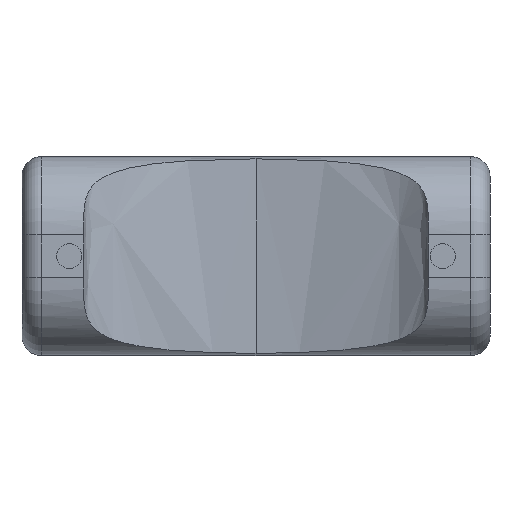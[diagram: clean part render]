
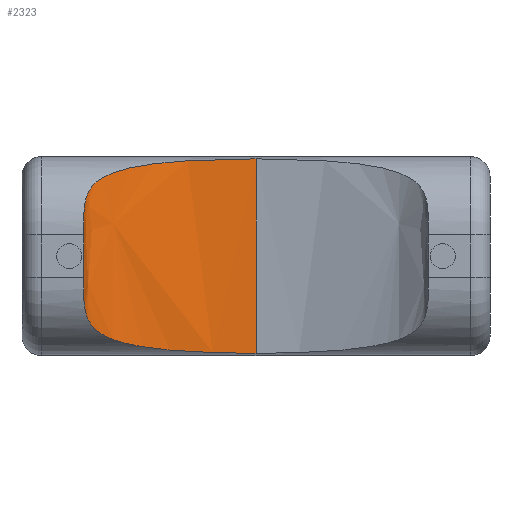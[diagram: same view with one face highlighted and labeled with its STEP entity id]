
A CAD part, front view. The second image highlights one B-rep face of the part: STEP entity #2323.
In plain terms, the highlighted free-form (B-spline) face has degree [3, 1] with [4, 2] control points.
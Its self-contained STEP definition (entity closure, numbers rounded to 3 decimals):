
#2 = CARTESIAN_POINT ( 'NONE',  ( 4.025, 1.323, 4.963 ) ) ;
#13 = CARTESIAN_POINT ( 'NONE',  ( 2.86, 1.009, 0.261 ) ) ;
#42 = CARTESIAN_POINT ( 'NONE',  ( 1.607, 0.179, 1.164 ) ) ;
#63 = CARTESIAN_POINT ( 'NONE',  ( 2.625, 0.924, 4.77 ) ) ;
#80 = CARTESIAN_POINT ( 'NONE',  ( 1.576, 0.056, 1.512 ) ) ;
#162 = DIRECTION ( 'NONE',  ( 0., 0., 1. ) ) ;
#290 = FACE_OUTER_BOUND ( 'NONE', #1161, .T. ) ;
#372 = ORIENTED_EDGE ( 'NONE', *, *, #3025, .T. ) ;
#377 = CARTESIAN_POINT ( 'NONE',  ( 3.551, 1.222, 0.151 ) ) ;
#400 = CARTESIAN_POINT ( 'NONE',  ( 1.715, 0.355, 0.856 ) ) ;
#453 = CARTESIAN_POINT ( 'NONE',  ( 2.014, 0.611, 0.559 ) ) ;
#519 = CARTESIAN_POINT ( 'NONE',  ( 1.573, 0., 2. ) ) ;
#527 = VECTOR ( 'NONE', #162, 1000. ) ;
#560 = B_SPLINE_CURVE_WITH_KNOTS ( 'NONE', 3,
 ( #1768, #3706, #1726, #80, #1430, #42, #717, #400, #776, #4005, #453, #4031, #3371, #1406, #13, #377, #3981, #3964, #1368, #1741 ),
 .UNSPECIFIED., .F., .F.,
 ( 4, 2, 2, 2, 2, 2, 2, 2, 2, 4 ),
 ( 0., 0., 0.001, 0.001, 0.001, 0.002, 0.002, 0.003, 0.004, 0.006 ),
 .UNSPECIFIED. ) ;
#576 = CARTESIAN_POINT ( 'NONE',  ( 1.573, 0., 0.029 ) ) ;
#680 = VECTOR ( 'NONE', #4036, 1000. ) ;
#681 = CARTESIAN_POINT ( 'NONE',  ( 1.572, 0.011, 3.326 ) ) ;
#697 = CARTESIAN_POINT ( 'NONE',  ( 5.97, 1.52, 5.022 ) ) ;
#717 = CARTESIAN_POINT ( 'NONE',  ( 1.631, 0.234, 1.054 ) ) ;
#776 = CARTESIAN_POINT ( 'NONE',  ( 1.775, 0.421, 0.769 ) ) ;
#811 = CARTESIAN_POINT ( 'NONE',  ( 1.573, 0., 0. ) ) ;
#851 = CARTESIAN_POINT ( 'NONE',  ( 5.97, 1.52, 0.058 ) ) ;
#941 = CARTESIAN_POINT ( 'NONE',  ( 4.106, 1.499, 5.051 ) ) ;
#969 = CARTESIAN_POINT ( 'NONE',  ( 1.58, 0.09, 3.686 ) ) ;
#977 = CARTESIAN_POINT ( 'NONE',  ( 1.573, 0., 5.051 ) ) ;
#1056 = CARTESIAN_POINT ( 'NONE',  ( 1.631, 0.233, 4.024 ) ) ;
#1133 = LINE ( 'NONE', #3084, #680 ) ;
#1155 = VERTEX_POINT ( 'NONE', #1229 ) ;
#1161 = EDGE_LOOP ( 'NONE', ( #3065, #1884, #372, #2511 ) ) ;
#1229 = CARTESIAN_POINT ( 'NONE',  ( 1.573, 0., 3.08 ) ) ;
#1317 = CARTESIAN_POINT ( 'NONE',  ( 2.011, 0.609, 4.519 ) ) ;
#1320 = CARTESIAN_POINT ( 'NONE',  ( 1.573, 0.859, 5.051 ) ) ;
#1349 = CARTESIAN_POINT ( 'NONE',  ( 3.546, 1.221, 4.929 ) ) ;
#1368 = CARTESIAN_POINT ( 'NONE',  ( 5.48, 1.514, 0.06 ) ) ;
#1392 = CARTESIAN_POINT ( 'NONE',  ( 2.305, 0.776, 4.663 ) ) ;
#1406 = CARTESIAN_POINT ( 'NONE',  ( 2.63, 0.926, 0.309 ) ) ;
#1430 = CARTESIAN_POINT ( 'NONE',  ( 1.58, 0.091, 1.392 ) ) ;
#1475 = EDGE_CURVE ( 'NONE', #3352, #3362, #560, .T. ) ;
#1623 = CARTESIAN_POINT ( 'NONE',  ( 2.854, 1.007, 4.818 ) ) ;
#1634 = CARTESIAN_POINT ( 'NONE',  ( 5.97, 1.52, 5.051 ) ) ;
#1647 = CARTESIAN_POINT ( 'NONE',  ( 5.479, 1.514, 5.02 ) ) ;
#1726 = CARTESIAN_POINT ( 'NONE',  ( 1.572, 0.011, 1.754 ) ) ;
#1741 = CARTESIAN_POINT ( 'NONE',  ( 5.97, 1.52, 0.058 ) ) ;
#1768 = CARTESIAN_POINT ( 'NONE',  ( 1.573, 0., 2. ) ) ;
#1884 = ORIENTED_EDGE ( 'NONE', *, *, #2887, .T. ) ;
#1976 = CARTESIAN_POINT ( 'NONE',  ( 1.573, 0., 3.204 ) ) ;
#1994 = CARTESIAN_POINT ( 'NONE',  ( 1.715, 0.354, 4.223 ) ) ;
#2281 = EDGE_CURVE ( 'NONE', #3352, #1155, #3745, .T. ) ;
#2323 = ADVANCED_FACE ( 'NONE', ( #290 ), #3491, .F. ) ;
#2511 = ORIENTED_EDGE ( 'NONE', *, *, #2281, .F. ) ;
#2635 = CARTESIAN_POINT ( 'NONE',  ( 1.573, 0., 3.08 ) ) ;
#2887 = EDGE_CURVE ( 'NONE', #3362, #4126, #1133, .T. ) ;
#2917 = CARTESIAN_POINT ( 'NONE',  ( 1.573, 0.859, 0.029 ) ) ;
#2927 = CARTESIAN_POINT ( 'NONE',  ( 4.992, 1.47, 5.01 ) ) ;
#2951 = B_SPLINE_CURVE_WITH_KNOTS ( 'NONE', 3,
 ( #697, #1647, #2927, #2, #1349, #1623, #63, #1392, #3643, #1317, #3238, #3984, #1994, #1056, #3918, #969, #3604, #681, #1976, #2635 ),
 .UNSPECIFIED., .F., .F.,
 ( 4, 2, 2, 2, 2, 2, 2, 2, 2, 4 ),
 ( 0., 0.001, 0.003, 0.004, 0.004, 0.004, 0.005, 0.005, 0.006, 0.006 ),
 .UNSPECIFIED. ) ;
#3025 = EDGE_CURVE ( 'NONE', #4126, #1155, #2951, .T. ) ;
#3065 = ORIENTED_EDGE ( 'NONE', *, *, #1475, .T. ) ;
#3084 = CARTESIAN_POINT ( 'NONE',  ( 5.97, 1.52, 0. ) ) ;
#3166 = CARTESIAN_POINT ( 'NONE',  ( 5.97, 1.52, 5.022 ) ) ;
#3238 = CARTESIAN_POINT ( 'NONE',  ( 1.924, 0.548, 4.459 ) ) ;
#3352 = VERTEX_POINT ( 'NONE', #519 ) ;
#3362 = VERTEX_POINT ( 'NONE', #851 ) ;
#3371 = CARTESIAN_POINT ( 'NONE',  ( 2.31, 0.779, 0.415 ) ) ;
#3491 = B_SPLINE_SURFACE_WITH_KNOTS ( 'NONE', 3, 1, ( 
 ( #4175, #1634 ),
 ( #3833, #941 ),
 ( #2917, #1320 ),
 ( #576, #977 ) ),
 .UNSPECIFIED., .F., .F., .F.,
 ( 4, 4 ),
 ( 2, 2 ),
 ( 0., 1. ),
 ( 0., 1. ),
 .UNSPECIFIED. ) ;
#3604 = CARTESIAN_POINT ( 'NONE',  ( 1.576, 0.056, 3.566 ) ) ;
#3643 = CARTESIAN_POINT ( 'NONE',  ( 2.201, 0.723, 4.621 ) ) ;
#3706 = CARTESIAN_POINT ( 'NONE',  ( 1.573, 0., 1.876 ) ) ;
#3745 = LINE ( 'NONE', #811, #527 ) ;
#3833 = CARTESIAN_POINT ( 'NONE',  ( 4.106, 1.499, 0.029 ) ) ;
#3918 = CARTESIAN_POINT ( 'NONE',  ( 1.607, 0.178, 3.915 ) ) ;
#3964 = CARTESIAN_POINT ( 'NONE',  ( 4.992, 1.47, 0.07 ) ) ;
#3981 = CARTESIAN_POINT ( 'NONE',  ( 4.026, 1.323, 0.117 ) ) ;
#3984 = CARTESIAN_POINT ( 'NONE',  ( 1.774, 0.42, 4.31 ) ) ;
#4005 = CARTESIAN_POINT ( 'NONE',  ( 1.925, 0.549, 0.62 ) ) ;
#4031 = CARTESIAN_POINT ( 'NONE',  ( 2.207, 0.726, 0.456 ) ) ;
#4036 = DIRECTION ( 'NONE',  ( 0., 0., 1. ) ) ;
#4126 = VERTEX_POINT ( 'NONE', #3166 ) ;
#4175 = CARTESIAN_POINT ( 'NONE',  ( 5.97, 1.52, 0.029 ) ) ;
